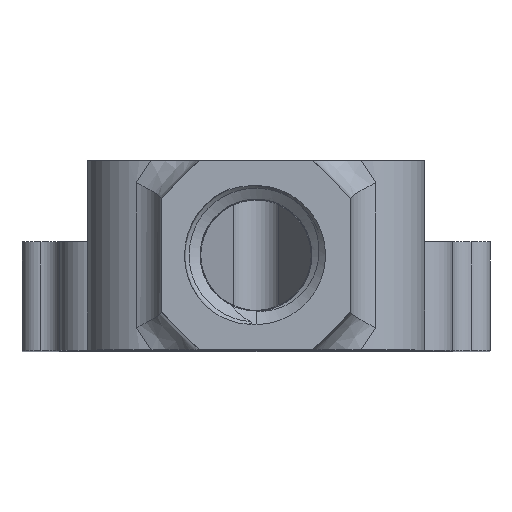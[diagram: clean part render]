
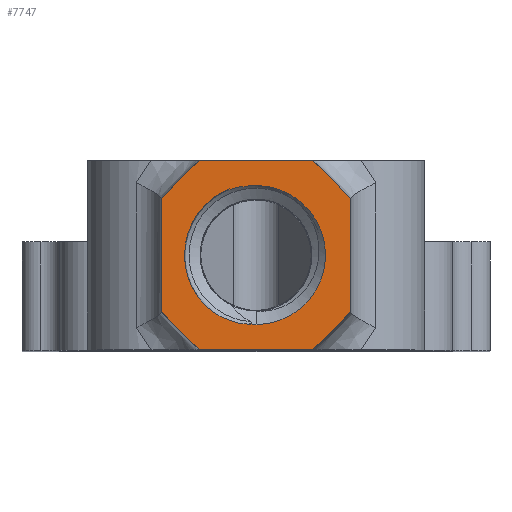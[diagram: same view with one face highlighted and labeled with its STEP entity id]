
A CAD part, top view. The second image highlights one B-rep face of the part: STEP entity #7747.
In plain terms, the highlighted planar face has unit normal (0, 0, 1).
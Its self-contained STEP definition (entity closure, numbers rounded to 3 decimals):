
#32 = EDGE_CURVE ( 'NONE', #3759, #3874, #5451, .T. ) ;
#38 = EDGE_CURVE ( 'NONE', #3790, #3882, #5446, .T. ) ;
#39 = EDGE_CURVE ( 'NONE', #3792, #3790, #3945, .T. ) ;
#43 = EDGE_CURVE ( 'NONE', #3789, #3756, #3939, .T. ) ;
#51 = EDGE_CURVE ( 'NONE', #3745, #3743, #3955, .T. ) ;
#66 = EDGE_CURVE ( 'NONE', #3874, #3761, #3970, .T. ) ;
#68 = EDGE_CURVE ( 'NONE', #3761, #3792, #3972, .T. ) ;
#81 = EDGE_CURVE ( 'NONE', #3756, #3760, #3987, .T. ) ;
#219 = DIRECTION ( 'NONE',  ( 0., 0., 1. ) ) ;
#220 = CARTESIAN_POINT ( 'NONE',  ( -20.605, 60.027, -55.459 ) ) ;
#222 = PLANE ( 'NONE',  #9649 ) ;
#224 = DIRECTION ( 'NONE',  ( 0., -1., 0. ) ) ;
#607 = CARTESIAN_POINT ( 'NONE',  ( -20.605, 59.025, -55.459 ) ) ;
#613 = DIRECTION ( 'NONE',  ( -1., 0., 0. ) ) ;
#618 = CARTESIAN_POINT ( 'NONE',  ( -17.402, 48.824, -55.459 ) ) ;
#619 = DIRECTION ( 'NONE',  ( -0.707, 0.707, 0. ) ) ;
#629 = CARTESIAN_POINT ( 'NONE',  ( -25.901, 49.025, -55.459 ) ) ;
#630 = DIRECTION ( 'NONE',  ( -1., 0., 0. ) ) ;
#631 = CARTESIAN_POINT ( 'NONE',  ( -9.394, 51.227, -55.459 ) ) ;
#632 = DIRECTION ( 'NONE',  ( -0.707, -0.707, 0. ) ) ;
#3090 = FACE_BOUND ( 'NONE', #9577, .T. ) ;
#3094 = FACE_OUTER_BOUND ( 'NONE', #3513, .T. ) ;
#3212 = LINE ( 'NONE', #607, #3216 ) ;
#3216 = VECTOR ( 'NONE', #613, 1000. ) ;
#3223 = LINE ( 'NONE', #618, #3225 ) ;
#3224 = LINE ( 'NONE', #629, #3227 ) ;
#3225 = VECTOR ( 'NONE', #619, 1000. ) ;
#3226 = LINE ( 'NONE', #631, #3229 ) ;
#3227 = VECTOR ( 'NONE', #630, 1000. ) ;
#3229 = VECTOR ( 'NONE', #632, 1000. ) ;
#3411 = CARTESIAN_POINT ( 'NONE',  ( -14.998, 50.373, -55.459 ) ) ;
#3413 = CARTESIAN_POINT ( 'NONE',  ( -17.603, 59.025, -55.459 ) ) ;
#3438 = CARTESIAN_POINT ( 'NONE',  ( -14.599, 50.352, -55.459 ) ) ;
#3483 = CARTESIAN_POINT ( 'NONE',  ( -14.599, 57.699, -55.459 ) ) ;
#3484 = CARTESIAN_POINT ( 'NONE',  ( -19.603, 51.025, -55.459 ) ) ;
#3485 = CARTESIAN_POINT ( 'NONE',  ( -17.667, 56.222, -55.459 ) ) ;
#3490 = CARTESIAN_POINT ( 'NONE',  ( -19.603, 57.025, -55.459 ) ) ;
#3499 = CARTESIAN_POINT ( 'NONE',  ( -9.595, 51.025, -55.459 ) ) ;
#3500 = CARTESIAN_POINT ( 'NONE',  ( -17.603, 49.025, -55.459 ) ) ;
#3501 = CARTESIAN_POINT ( 'NONE',  ( -9.595, 57.025, -55.459 ) ) ;
#3513 = EDGE_LOOP ( 'NONE', ( #7859, #7849, #7854, #7900, #8460, #7885, #7844, #8381 ) ) ;
#3743 = VERTEX_POINT ( 'NONE', #3501 ) ;
#3744 = VERTEX_POINT ( 'NONE', #3500 ) ;
#3745 = VERTEX_POINT ( 'NONE', #3499 ) ;
#3756 = VERTEX_POINT ( 'NONE', #3490 ) ;
#3759 = VERTEX_POINT ( 'NONE', #3485 ) ;
#3760 = VERTEX_POINT ( 'NONE', #3484 ) ;
#3761 = VERTEX_POINT ( 'NONE', #3483 ) ;
#3789 = VERTEX_POINT ( 'NONE', #3413 ) ;
#3790 = VERTEX_POINT ( 'NONE', #3411 ) ;
#3792 = VERTEX_POINT ( 'NONE', #3438 ) ;
#3830 = VERTEX_POINT ( 'NONE', #6006 ) ;
#3874 = VERTEX_POINT ( 'NONE', #6051 ) ;
#3882 = VERTEX_POINT ( 'NONE', #6059 ) ;
#3889 = VERTEX_POINT ( 'NONE', #6066 ) ;
#3939 = LINE ( 'NONE', #5599, #3950 ) ;
#3945 = CIRCLE ( 'NONE', #5561, 3.674 ) ;
#3950 = VECTOR ( 'NONE', #5764, 1000. ) ;
#3955 = LINE ( 'NONE', #5706, #3958 ) ;
#3958 = VECTOR ( 'NONE', #5623, 1000. ) ;
#3970 = CIRCLE ( 'NONE', #5563, 3.674 ) ;
#3972 = CIRCLE ( 'NONE', #5564, 3.674 ) ;
#3987 = LINE ( 'NONE', #7007, #3988 ) ;
#3988 = VECTOR ( 'NONE', #6959, 1000. ) ;
#4024 = LINE ( 'NONE', #6587, #4029 ) ;
#4029 = VECTOR ( 'NONE', #6588, 1000. ) ;
#4030 = CIRCLE ( 'NONE', #5577, 3.774 ) ;
#5446 = B_SPLINE_CURVE_WITH_KNOTS ( 'NONE', 3,
 ( #5747, #5692, #5722, #5610, #5660, #5634, #5628, #5633, #5631, #5630 ),
 .UNSPECIFIED., .F., .F.,
 ( 4, 2, 2, 2, 4 ),
 ( 0., 0.001, 0.002, 0.002, 0.003 ),
 .UNSPECIFIED. ) ;
#5451 = B_SPLINE_CURVE_WITH_KNOTS ( 'NONE', 3,
 ( #5880, #5895, #5870, #5858, #5903, #5930, #5943, #5837, #5844, #5937 ),
 .UNSPECIFIED., .F., .F.,
 ( 4, 2, 2, 2, 4 ),
 ( 0., 0.001, 0.002, 0.002, 0.003 ),
 .UNSPECIFIED. ) ;
#5486 = EDGE_CURVE ( 'NONE', #3743, #3830, #4024, .T. ) ;
#5502 = EDGE_CURVE ( 'NONE', #3882, #3759, #4030, .T. ) ;
#5561 = AXIS2_PLACEMENT_3D ( 'NONE', #5668, #5662, #5755 ) ;
#5563 = AXIS2_PLACEMENT_3D ( 'NONE', #8010, #7990, #8028 ) ;
#5564 = AXIS2_PLACEMENT_3D ( 'NONE', #7947, #7960, #7959 ) ;
#5577 = AXIS2_PLACEMENT_3D ( 'NONE', #9349, #9350, #9351 ) ;
#5599 = CARTESIAN_POINT ( 'NONE',  ( -17.603, 59.025, -55.459 ) ) ;
#5610 = CARTESIAN_POINT ( 'NONE',  ( -16.024, 50.566, -55.459 ) ) ;
#5623 = DIRECTION ( 'NONE',  ( 0., 1., 0. ) ) ;
#5628 = CARTESIAN_POINT ( 'NONE',  ( -16.945, 51.07, -55.459 ) ) ;
#5630 = CARTESIAN_POINT ( 'NONE',  ( -17.667, 51.829, -55.459 ) ) ;
#5631 = CARTESIAN_POINT ( 'NONE',  ( -17.514, 51.614, -55.459 ) ) ;
#5633 = CARTESIAN_POINT ( 'NONE',  ( -17.338, 51.419, -55.459 ) ) ;
#5634 = CARTESIAN_POINT ( 'NONE',  ( -16.729, 50.918, -55.459 ) ) ;
#5660 = CARTESIAN_POINT ( 'NONE',  ( -16.27, 50.667, -55.459 ) ) ;
#5662 = DIRECTION ( 'NONE',  ( 0., 0., -1. ) ) ;
#5668 = CARTESIAN_POINT ( 'NONE',  ( -14.599, 54.025, -55.459 ) ) ;
#5692 = CARTESIAN_POINT ( 'NONE',  ( -15.263, 50.383, -55.459 ) ) ;
#5706 = CARTESIAN_POINT ( 'NONE',  ( -9.595, 60.027, -55.459 ) ) ;
#5722 = CARTESIAN_POINT ( 'NONE',  ( -15.52, 50.425, -55.459 ) ) ;
#5747 = CARTESIAN_POINT ( 'NONE',  ( -14.998, 50.373, -55.459 ) ) ;
#5755 = DIRECTION ( 'NONE',  ( 0., -1., 0. ) ) ;
#5764 = DIRECTION ( 'NONE',  ( -0.707, -0.707, 0. ) ) ;
#5837 = CARTESIAN_POINT ( 'NONE',  ( -15.522, 57.626, -55.459 ) ) ;
#5844 = CARTESIAN_POINT ( 'NONE',  ( -15.263, 57.667, -55.459 ) ) ;
#5858 = CARTESIAN_POINT ( 'NONE',  ( -16.948, 56.978, -55.459 ) ) ;
#5870 = CARTESIAN_POINT ( 'NONE',  ( -17.339, 56.631, -55.459 ) ) ;
#5880 = CARTESIAN_POINT ( 'NONE',  ( -17.667, 56.222, -55.459 ) ) ;
#5895 = CARTESIAN_POINT ( 'NONE',  ( -17.513, 56.437, -55.459 ) ) ;
#5903 = CARTESIAN_POINT ( 'NONE',  ( -16.73, 57.132, -55.459 ) ) ;
#5930 = CARTESIAN_POINT ( 'NONE',  ( -16.272, 57.383, -55.459 ) ) ;
#5937 = CARTESIAN_POINT ( 'NONE',  ( -14.998, 57.677, -55.459 ) ) ;
#5943 = CARTESIAN_POINT ( 'NONE',  ( -16.031, 57.482, -55.459 ) ) ;
#6006 = CARTESIAN_POINT ( 'NONE',  ( -11.595, 59.025, -55.459 ) ) ;
#6051 = CARTESIAN_POINT ( 'NONE',  ( -14.998, 57.677, -55.459 ) ) ;
#6059 = CARTESIAN_POINT ( 'NONE',  ( -17.667, 51.829, -55.459 ) ) ;
#6066 = CARTESIAN_POINT ( 'NONE',  ( -11.595, 49.025, -55.459 ) ) ;
#6587 = CARTESIAN_POINT ( 'NONE',  ( -9.595, 57.025, -55.459 ) ) ;
#6588 = DIRECTION ( 'NONE',  ( -0.707, 0.707, 0. ) ) ;
#6959 = DIRECTION ( 'NONE',  ( 0., -1., 0. ) ) ;
#7007 = CARTESIAN_POINT ( 'NONE',  ( -19.603, 60.027, -55.459 ) ) ;
#7747 = ADVANCED_FACE ( 'NONE', ( #3090, #3094 ), #222, .T. ) ;
#7844 = ORIENTED_EDGE ( 'NONE', *, *, #5486, .T. ) ;
#7848 = ORIENTED_EDGE ( 'NONE', *, *, #39, .T. ) ;
#7849 = ORIENTED_EDGE ( 'NONE', *, *, #81, .T. ) ;
#7854 = ORIENTED_EDGE ( 'NONE', *, *, #9469, .F. ) ;
#7859 = ORIENTED_EDGE ( 'NONE', *, *, #43, .T. ) ;
#7885 = ORIENTED_EDGE ( 'NONE', *, *, #51, .T. ) ;
#7900 = ORIENTED_EDGE ( 'NONE', *, *, #9470, .F. ) ;
#7947 = CARTESIAN_POINT ( 'NONE',  ( -14.599, 54.025, -55.459 ) ) ;
#7959 = DIRECTION ( 'NONE',  ( 0., -1., 0. ) ) ;
#7960 = DIRECTION ( 'NONE',  ( 0., 0., -1. ) ) ;
#7990 = DIRECTION ( 'NONE',  ( 0., 0., -1. ) ) ;
#8010 = CARTESIAN_POINT ( 'NONE',  ( -14.599, 54.025, -55.459 ) ) ;
#8028 = DIRECTION ( 'NONE',  ( 0., -1., 0. ) ) ;
#8351 = ORIENTED_EDGE ( 'NONE', *, *, #68, .T. ) ;
#8375 = ORIENTED_EDGE ( 'NONE', *, *, #66, .T. ) ;
#8381 = ORIENTED_EDGE ( 'NONE', *, *, #9463, .T. ) ;
#8405 = ORIENTED_EDGE ( 'NONE', *, *, #32, .T. ) ;
#8460 = ORIENTED_EDGE ( 'NONE', *, *, #9471, .F. ) ;
#8496 = ORIENTED_EDGE ( 'NONE', *, *, #38, .T. ) ;
#8500 = ORIENTED_EDGE ( 'NONE', *, *, #5502, .T. ) ;
#9349 = CARTESIAN_POINT ( 'NONE',  ( -14.599, 54.025, -55.459 ) ) ;
#9350 = DIRECTION ( 'NONE',  ( 0., 0., -1. ) ) ;
#9351 = DIRECTION ( 'NONE',  ( 0., -1., 0. ) ) ;
#9463 = EDGE_CURVE ( 'NONE', #3830, #3789, #3212, .T. ) ;
#9469 = EDGE_CURVE ( 'NONE', #3744, #3760, #3223, .T. ) ;
#9470 = EDGE_CURVE ( 'NONE', #3889, #3744, #3224, .T. ) ;
#9471 = EDGE_CURVE ( 'NONE', #3745, #3889, #3226, .T. ) ;
#9577 = EDGE_LOOP ( 'NONE', ( #8500, #8405, #8375, #8351, #7848, #8496 ) ) ;
#9649 = AXIS2_PLACEMENT_3D ( 'NONE', #220, #219, #224 ) ;
